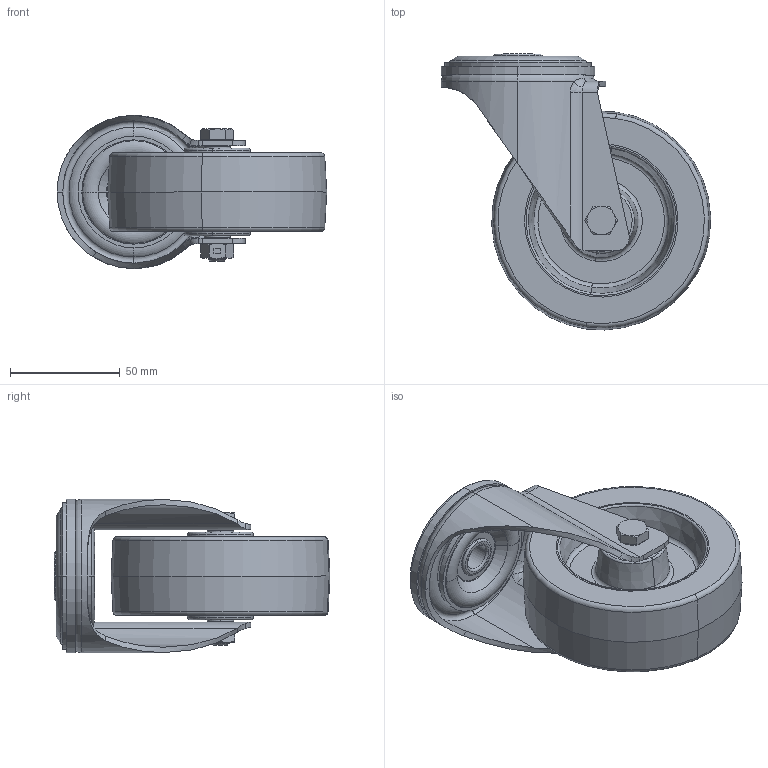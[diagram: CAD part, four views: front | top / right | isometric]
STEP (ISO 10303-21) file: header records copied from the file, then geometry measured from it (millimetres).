
FILE_DESCRIPTION (( 'STEP AP214' ), '1' );
FILE_NAME ('0055786.step', '2023-07-26T13:19:20', ( '' ), ( '' ), 'SwSTEP 2.0', 'SolidWorks 2020', '' );
FILE_SCHEMA (( 'AUTOMOTIVE_DESIGN' ));
Length unit declared in the file: millimetre
Products named in the file (1): 0055786
Bounding box: 122.97 x 125.97 x 70 mm (x, y, z)
Volume: 261870.5 mm3; surface area: 95720 mm2
Topology: 8 solids, 9 shells, 306 faces, 650 edges, 377 vertices
Faces by surface type: torus 82, plane 73, cone 68, cylinder 65, bspline 18
Entity records: 13472 total; most frequent: CARTESIAN_POINT 3402, DIRECTION 1479, ORIENTED_EDGE 1300, EDGE_CURVE 650, AXIS2_PLACEMENT_3D 647, VERTEX_POINT 377, CIRCLE 358, EDGE_LOOP 341
